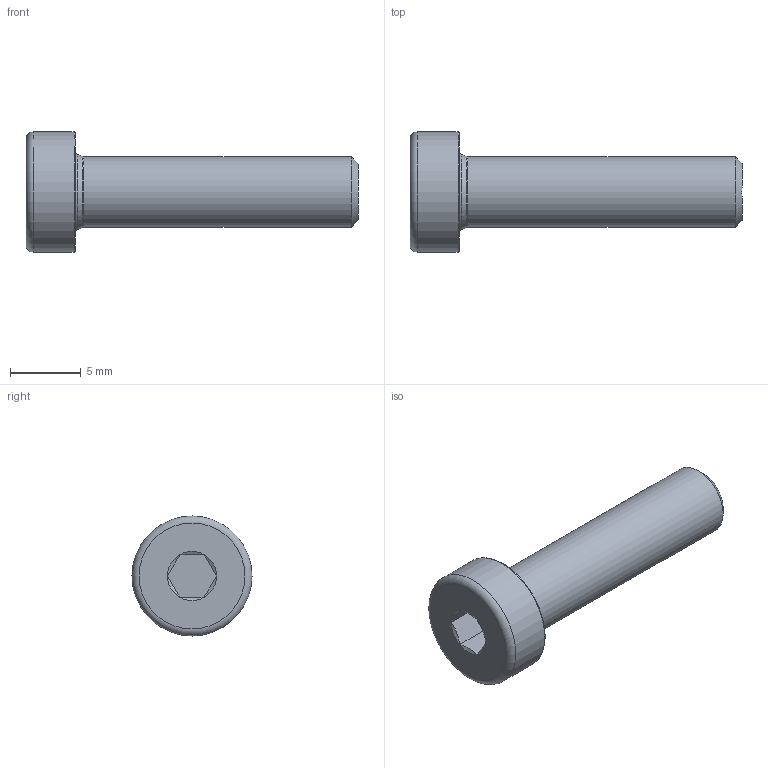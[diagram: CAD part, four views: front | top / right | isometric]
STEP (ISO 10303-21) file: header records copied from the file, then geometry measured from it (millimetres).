
FILE_DESCRIPTION(/* description */ ('Alibre Inc.'),/* implementation_level */ '2;1');
FILE_NAME(/* name */ 'export-64C6224C-E328-459D-B2BA-92624E6C26B8',/* time_stamp */ '2022-01-18T09:34:12+01:00',/* author */ (''),/* organization */ (''),/* preprocessor_version */ 'ST-DEVELOPER v17',/* originating_system */ 'Alibre',/* authorisation */ '');
FILE_SCHEMA (('AUTOMOTIVE_DESIGN'));
Length unit declared in the file: millimetre
Products named in the file (1): HI_Zylinderschraube DIN 7984 M5x20 07090.050.020(High)
Bounding box: 23.5 x 8.5 x 8.5 mm (x, y, z)
Volume: 568 mm3; surface area: 533.6 mm2
Topology: 1 solids, 1 shells, 19 faces, 43 edges, 28 vertices
Faces by surface type: plane 10, torus 4, cone 3, cylinder 2
Full cylindrical faces by diameter (mm): 5 x1, 8.5 x1
Entity records: 562 total; most frequent: CARTESIAN_POINT 102, ORIENTED_EDGE 86, DIRECTION 81, EDGE_CURVE 43, AXIS2_PLACEMENT_3D 39, VERTEX_POINT 28, EDGE_LOOP 21, FACE_BOUND 21
